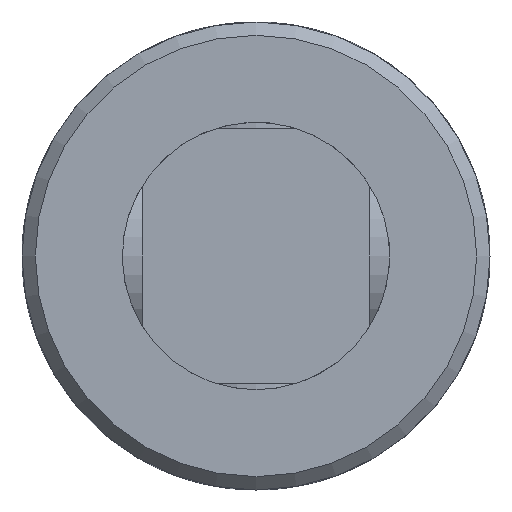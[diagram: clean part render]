
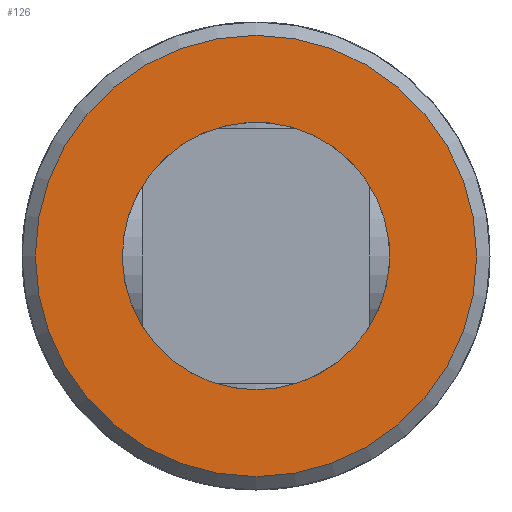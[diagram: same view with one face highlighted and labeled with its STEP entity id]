
A CAD part, left-side view. The second image highlights one B-rep face of the part: STEP entity #126.
In plain terms, the highlighted planar face has unit normal (-1, 0, 0).
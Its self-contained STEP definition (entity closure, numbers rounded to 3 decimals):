
#126 = ADVANCED_FACE( '', ( #253, #254 ), #255, .F. );
#253 = FACE_OUTER_BOUND( '', #399, .T. );
#254 = FACE_BOUND( '', #400, .T. );
#255 = PLANE( '', #401 );
#399 = EDGE_LOOP( '', ( #554 ) );
#400 = EDGE_LOOP( '', ( #555 ) );
#401 = AXIS2_PLACEMENT_3D( '', #556, #557, #558 );
#554 = ORIENTED_EDGE( '', *, *, #799, .F. );
#555 = ORIENTED_EDGE( '', *, *, #801, .T. );
#556 = CARTESIAN_POINT( '', ( 0., 0., 0. ) );
#557 = DIRECTION( '', ( 1., 0., 0. ) );
#558 = DIRECTION( '', ( 0., 0., -1. ) );
#799 = EDGE_CURVE( '', #914, #914, #915, .T. );
#801 = EDGE_CURVE( '', #917, #917, #918, .T. );
#914 = VERTEX_POINT( '', #1351 );
#915 = CIRCLE( '', #1352, 33. );
#917 = VERTEX_POINT( '', #1354 );
#918 = CIRCLE( '', #1355, 20. );
#1351 = CARTESIAN_POINT( '', ( 0., 0., -33. ) );
#1352 = AXIS2_PLACEMENT_3D( '', #1687, #1688, #1689 );
#1354 = CARTESIAN_POINT( '', ( 0., 0., -20. ) );
#1355 = AXIS2_PLACEMENT_3D( '', #1690, #1691, #1692 );
#1687 = CARTESIAN_POINT( '', ( 0., 0., 0. ) );
#1688 = DIRECTION( '', ( 1., 0., 0. ) );
#1689 = DIRECTION( '', ( 0., 0., -1. ) );
#1690 = CARTESIAN_POINT( '', ( 0., 0., 0. ) );
#1691 = DIRECTION( '', ( 1., 0., 0. ) );
#1692 = DIRECTION( '', ( 0., 0., -1. ) );
